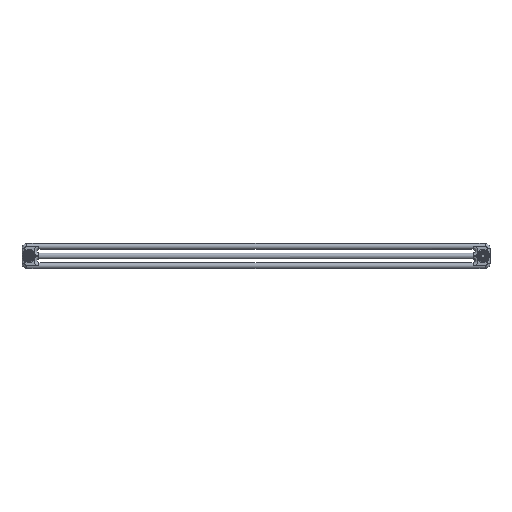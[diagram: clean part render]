
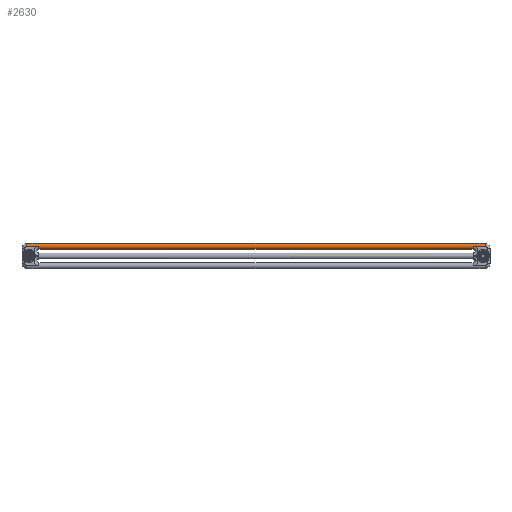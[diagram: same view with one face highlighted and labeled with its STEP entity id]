
A CAD part, left-side view. The second image highlights one B-rep face of the part: STEP entity #2630.
In plain terms, the highlighted cylindrical face has radius 12.5 mm (diameter 25 mm), a partial arc.
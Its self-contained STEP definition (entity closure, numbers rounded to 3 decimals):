
#366=DIRECTION('',(0.,-1.,0.));
#367=VECTOR('',#366,51.85);
#368=CARTESIAN_POINT('',(94.5,21.725,-0.033));
#369=LINE('',#368,#367);
#570=DIRECTION('',(0.,-1.,0.));
#571=VECTOR('',#570,51.85);
#572=CARTESIAN_POINT('',(94.5,-1886.425,0.));
#573=LINE('',#572,#571);
#612=CARTESIAN_POINT('',(94.5,-1886.425,-12.5));
#613=DIRECTION('',(0.,-1.,0.));
#614=DIRECTION('',(0.,0.,1.));
#615=AXIS2_PLACEMENT_3D('',#612,#613,#614);
#690=CARTESIAN_POINT('',(94.5,-1938.275,-12.5));
#691=DIRECTION('',(0.,-1.,0.));
#692=DIRECTION('',(1.,0.,-0.008));
#693=AXIS2_PLACEMENT_3D('',#690,#691,#692);
#700=DIRECTION('',(0.,-1.,0.));
#701=VECTOR('',#700,1833.1);
#702=CARTESIAN_POINT('',(107.,-41.725,-12.575));
#703=LINE('',#702,#701);
#704=DIRECTION('',(0.,1.,0.));
#705=VECTOR('',#704,63.45);
#706=CARTESIAN_POINT('',(107.,-1938.275,-12.567));
#707=LINE('',#706,#705);
#708=DIRECTION('',(0.,1.,-0.001));
#709=VECTOR('',#708,11.6);
#710=CARTESIAN_POINT('',(82.,-1886.425,-12.567));
#711=LINE('',#710,#709);
#712=DIRECTION('',(0.,-1.,0.002));
#713=VECTOR('',#712,11.6);
#714=CARTESIAN_POINT('',(82.,-30.125,-12.6));
#715=LINE('',#714,#713);
#716=CARTESIAN_POINT('',(94.5,-30.125,-0.033));
#717=CARTESIAN_POINT('',(93.191,-30.125,-0.033));
#718=CARTESIAN_POINT('',(90.573,-30.125,
-0.4));
#719=CARTESIAN_POINT('',(87.031,-30.125,-2.222));
#720=CARTESIAN_POINT('',(84.219,-30.125,-5.036));
#721=CARTESIAN_POINT('',(82.417,-30.125,-8.55));
#722=CARTESIAN_POINT('',(81.995,-30.125,-11.241));
#723=CARTESIAN_POINT('',(82.,-30.125,-12.6));
#725=CARTESIAN_POINT('',(107.,21.725,-12.6));
#726=CARTESIAN_POINT('',(107.005,21.725,-11.241));
#727=CARTESIAN_POINT('',(106.583,21.725,-8.55));
#728=CARTESIAN_POINT('',(104.781,21.725,-5.036));
#729=CARTESIAN_POINT('',(101.969,21.725,-2.222));
#730=CARTESIAN_POINT('',(98.427,21.725,-0.4));
#731=CARTESIAN_POINT('',(95.809,21.725,-0.033));
#732=CARTESIAN_POINT('',(94.5,21.725,-0.033));
#734=DIRECTION('',(0.,1.,0.));
#735=VECTOR('',#734,63.45);
#736=CARTESIAN_POINT('',(107.,-41.725,-12.575));
#737=LINE('',#736,#735);
#738=DIRECTION('',(0.,-1.,0.));
#739=VECTOR('',#738,1833.1);
#740=CARTESIAN_POINT('',(82.,-41.725,-12.575));
#741=LINE('',#740,#739);
#751=CARTESIAN_POINT('',(107.,-1938.275,-12.567));
#1476=CARTESIAN_POINT('',(94.5,21.725,
-0.033));
#1477=CARTESIAN_POINT('',(94.5,-30.125,-0.033));
#1478=VERTEX_POINT('',#1476);
#1479=VERTEX_POINT('',#1477);
#1494=VERTEX_POINT('',#725);
#1500=VERTEX_POINT('',#723);
#1561=CARTESIAN_POINT('',(94.5,-1886.425,0.));
#1562=CARTESIAN_POINT('',(94.5,-1938.275,0.));
#1563=VERTEX_POINT('',#1561);
#1564=VERTEX_POINT('',#1562);
#1580=VERTEX_POINT('',#751);
#1588=CARTESIAN_POINT('',(82.,-1886.425,-12.6));
#1589=VERTEX_POINT('',#1588);
#1647=CARTESIAN_POINT('',(82.,-41.725,-12.575));
#1648=VERTEX_POINT('',#1647);
#1649=CARTESIAN_POINT('',(107.,-41.725,-12.575));
#1650=VERTEX_POINT('',#1649);
#1659=CARTESIAN_POINT('',(82.,-1874.825,-12.575));
#1660=VERTEX_POINT('',#1659);
#1661=CARTESIAN_POINT('',(107.,-1874.825,-12.575));
#1662=VERTEX_POINT('',#1661);
#2603=CARTESIAN_POINT('',(94.5,24.954,-12.5));
#2604=DIRECTION('',(0.,-1.,0.));
#2605=DIRECTION('',(1.,0.,0.));
#2606=AXIS2_PLACEMENT_3D('',#2603,#2604,#2605);
#2607=CYLINDRICAL_SURFACE('',#2606,12.5);
#2609=ORIENTED_EDGE('',*,*,#2608,.T.);
#2611=ORIENTED_EDGE('',*,*,#2610,.F.);
#2612=ORIENTED_EDGE('',*,*,#2592,.T.);
#2613=ORIENTED_EDGE('',*,*,#2324,.F.);
#2614=ORIENTED_EDGE('',*,*,#2351,.T.);
#2616=ORIENTED_EDGE('',*,*,#2615,.T.);
#2618=ORIENTED_EDGE('',*,*,#2617,.F.);
#2620=ORIENTED_EDGE('',*,*,#2619,.F.);
#2622=ORIENTED_EDGE('',*,*,#2621,.F.);
#2623=ORIENTED_EDGE('',*,*,#2033,.F.);
#2625=ORIENTED_EDGE('',*,*,#2624,.F.);
#2627=ORIENTED_EDGE('',*,*,#2626,.F.);
#2628=EDGE_LOOP('',(#2609,#2611,#2612,#2613,#2614,#2616,#2618,#2620,#2622,#2623,
#2625,#2627));
#2629=FACE_OUTER_BOUND('',#2628,.F.);
#616=CIRCLE('',#615,12.5);
#694=CIRCLE('',#693,12.5);
#724=B_SPLINE_CURVE_WITH_KNOTS('',3,(#716,#717,#718,#719,#720,#721,#722,#723),
.UNSPECIFIED.,.F.,.F.,(4,1,1,1,1,4),(0.,0.2,0.4,0.6,0.8,1.),
.UNSPECIFIED.);
#733=B_SPLINE_CURVE_WITH_KNOTS('',3,(#725,#726,#727,#728,#729,#730,#731,#732),
.UNSPECIFIED.,.F.,.F.,(4,1,1,1,1,4),(0.,0.2,0.4,0.6,0.8,1.),
.UNSPECIFIED.);
#2033=EDGE_CURVE('',#1478,#1479,#369,.T.);
#2324=EDGE_CURVE('',#1563,#1564,#573,.T.);
#2351=EDGE_CURVE('',#1563,#1589,#616,.T.);
#2592=EDGE_CURVE('',#1580,#1564,#694,.T.);
#2608=EDGE_CURVE('',#1650,#1662,#703,.T.);
#2610=EDGE_CURVE('',#1580,#1662,#707,.T.);
#2615=EDGE_CURVE('',#1589,#1660,#711,.T.);
#2617=EDGE_CURVE('',#1648,#1660,#741,.T.);
#2619=EDGE_CURVE('',#1500,#1648,#715,.T.);
#2621=EDGE_CURVE('',#1479,#1500,#724,.T.);
#2624=EDGE_CURVE('',#1494,#1478,#733,.T.);
#2626=EDGE_CURVE('',#1650,#1494,#737,.T.);
#2630=ADVANCED_FACE('',(#2629),#2607,.T.);
